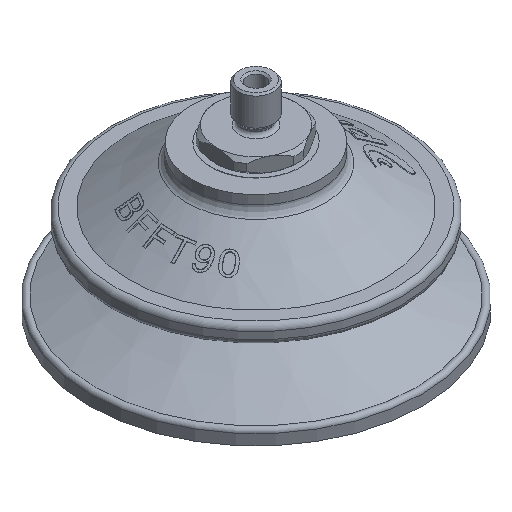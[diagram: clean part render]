
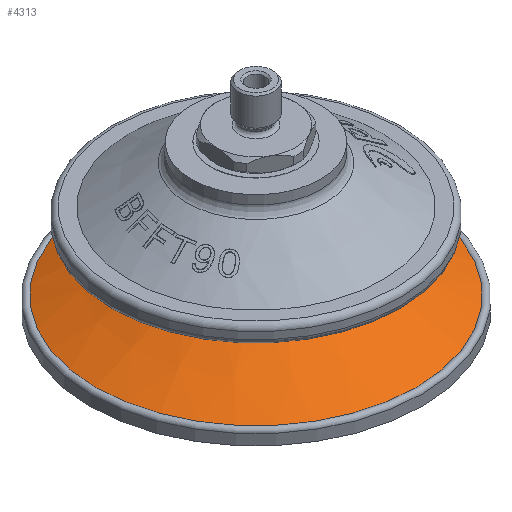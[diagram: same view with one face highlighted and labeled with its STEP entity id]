
A CAD part, isometric view. The second image highlights one B-rep face of the part: STEP entity #4313.
In plain terms, the highlighted conical face has half-angle 66 degrees and reference radius 46.5 mm.
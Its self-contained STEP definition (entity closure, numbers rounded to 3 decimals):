
#1138=ORIENTED_EDGE('',*,*,#2460,.F.);
#1139=ORIENTED_EDGE('',*,*,#2461,.T.);
#2460=EDGE_CURVE('',#3121,#3121,#3440,.T.);
#2461=EDGE_CURVE('',#3122,#3122,#3441,.T.);
#3121=VERTEX_POINT('',#6816);
#3122=VERTEX_POINT('',#6818);
#3440=CIRCLE('',#5246,44.831);
#3441=CIRCLE('',#5247,24.821);
#3547=EDGE_LOOP('',(#1138));
#3548=EDGE_LOOP('',(#1139));
#3916=FACE_BOUND('',#3547,.T.);
#3917=FACE_BOUND('',#3548,.T.);
#4270=CONICAL_SURFACE('',#5245,46.5,1.152);
#4313=ADVANCED_FACE('',(#3916,#3917),#4270,.T.);
#5245=AXIS2_PLACEMENT_3D('',#6814,#5473,#5474);
#5246=AXIS2_PLACEMENT_3D('',#6815,#5475,#5476);
#5247=AXIS2_PLACEMENT_3D('',#6817,#5477,#5478);
#5473=DIRECTION('',(0.,0.,-1.));
#5474=DIRECTION('',(-1.,0.,0.));
#5475=DIRECTION('',(0.,0.,-1.));
#5476=DIRECTION('',(-1.,0.,0.));
#5477=DIRECTION('',(0.,0.,-1.));
#5478=DIRECTION('',(-1.,0.,0.));
#6814=CARTESIAN_POINT('',(0.,0.,2.189));
#6815=CARTESIAN_POINT('',(0.,0.,2.932));
#6816=CARTESIAN_POINT('',(-44.831,0.,2.932));
#6817=CARTESIAN_POINT('',(0.,0.,11.841));
#6818=CARTESIAN_POINT('',(-24.821,0.,11.841));
